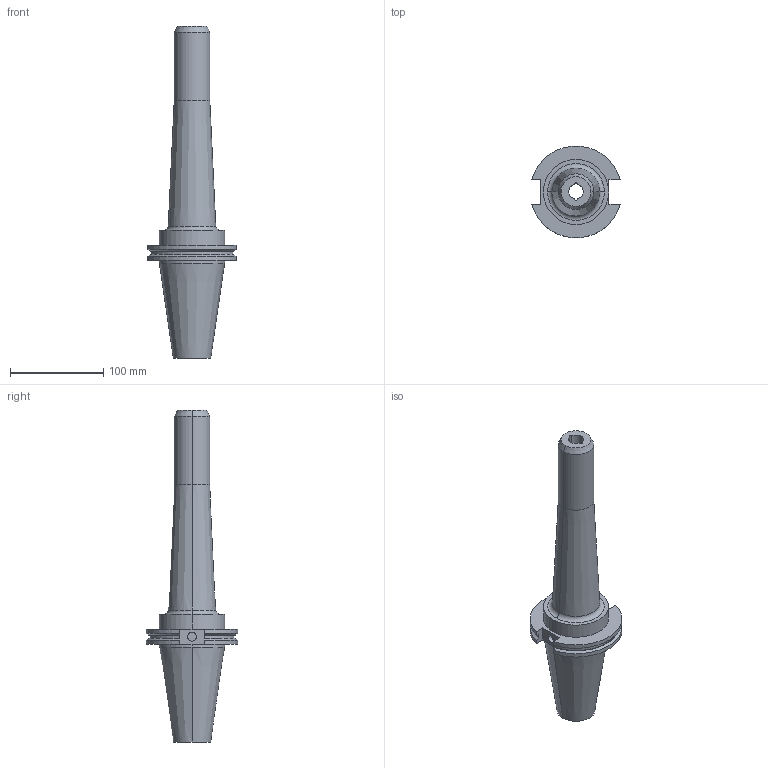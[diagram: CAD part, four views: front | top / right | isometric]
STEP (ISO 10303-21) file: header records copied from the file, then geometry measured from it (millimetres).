
FILE_DESCRIPTION (( 'STEP AP203' ), '1' );
FILE_NAME ('STP-SATE-22939-10BT.STEP', '2018-08-27T02:18:21', ( '' ), ( '' ), 'SwSTEP 2.0', 'SolidWorks 2015', '' );
FILE_SCHEMA (( 'CONFIG_CONTROL_DESIGN' ));
Length unit declared in the file: millimetre
Products named in the file (1): STP-SATE-22939-10BT
Bounding box: 94.95 x 98.05 x 355.6 mm (x, y, z)
Volume: 612365.4 mm3; surface area: 90761.4 mm2
Topology: 1 solids, 1 shells, 67 faces, 159 edges, 100 vertices
Faces by surface type: cylinder 31, plane 18, cone 16, torus 2
Entity records: 2036 total; most frequent: DIRECTION 365, CARTESIAN_POINT 351, ORIENTED_EDGE 318, EDGE_CURVE 159, AXIS2_PLACEMENT_3D 146, VERTEX_POINT 100, CIRCLE 78, EDGE_LOOP 75
